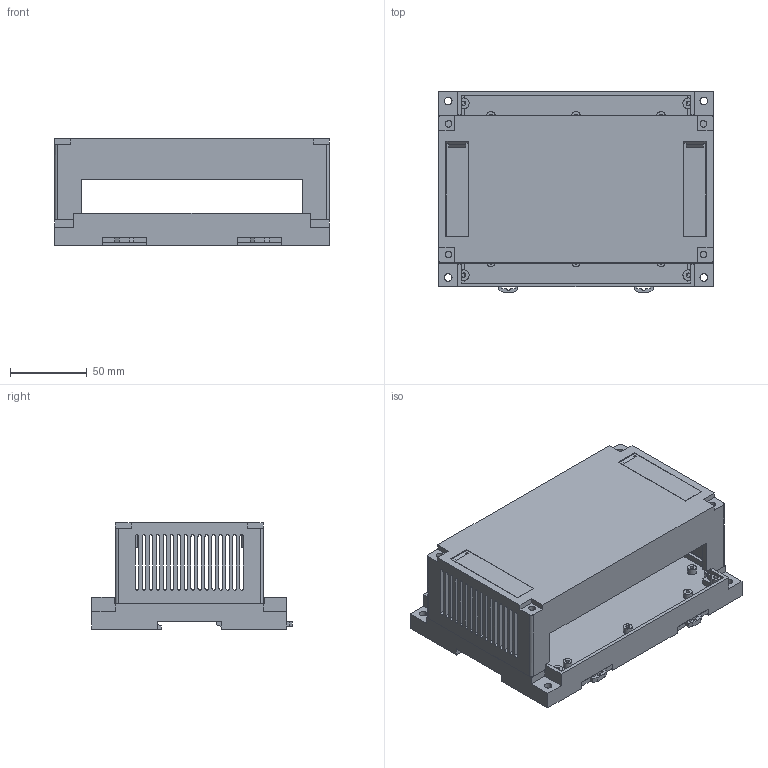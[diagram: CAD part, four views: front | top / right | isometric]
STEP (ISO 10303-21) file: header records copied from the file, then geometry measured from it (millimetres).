
FILE_DESCRIPTION(('FreeCAD Model'),'2;1');
FILE_NAME('Open CASCADE Shape Model','2025-04-26T01:06:00',('FreeCAD'),( 'FreeCAD'),'Open CASCADE STEP processor 7.6','FreeCAD','Unknown');
FILE_SCHEMA(('AUTOMOTIVE_DESIGN { 1 0 10303 214 1 1 1 1 }'));
Length unit declared in the file: millimetre
Products named in the file (1): Open CASCADE STEP translator 7.6 1
Bounding box: 178.58 x 130.34 x 69.13 mm (x, y, z)
Volume: 251118.8 mm3; surface area: 165015.9 mm2
Topology: 6 solids, 6 shells, 678 faces, 1854 edges, 1236 vertices
Faces by surface type: bspline 678
Entity records: 20664 total; most frequent: CARTESIAN_POINT 9689, ORIENTED_EDGE 3708, EDGE_CURVE 1854, B_SPLINE_CURVE_WITH_KNOTS 1374, VERTEX_POINT 1236, FACE_BOUND 826, EDGE_LOOP 826, ADVANCED_FACE 678
